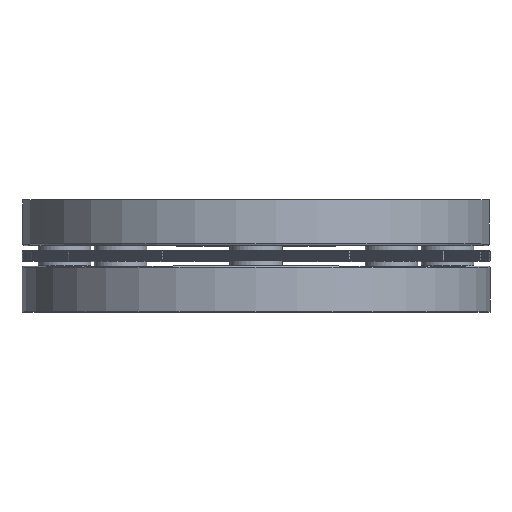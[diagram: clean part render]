
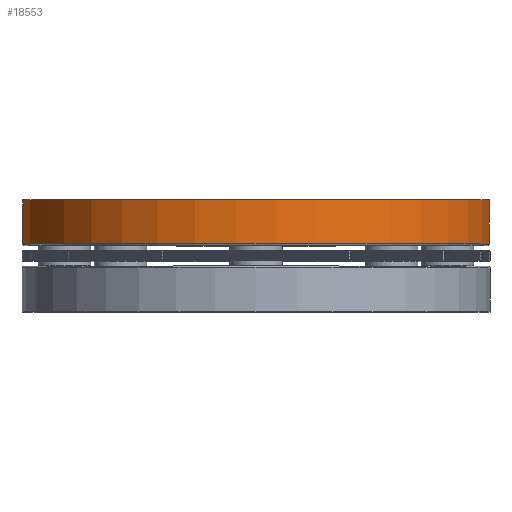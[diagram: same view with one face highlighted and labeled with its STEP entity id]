
A CAD part, top view. The second image highlights one B-rep face of the part: STEP entity #18553.
In plain terms, the highlighted cylindrical face has radius 124 mm (diameter 248 mm), a full revolution.
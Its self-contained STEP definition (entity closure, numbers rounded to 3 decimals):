
#3323=ORIENTED_EDGE('',*,*,#6146,.T.);
#3324=ORIENTED_EDGE('',*,*,#6171,.F.);
#6146=EDGE_CURVE('',#7563,#7563,#8914,.T.);
#6171=EDGE_CURVE('',#7588,#7588,#8939,.T.);
#7563=VERTEX_POINT('',#28147);
#7588=VERTEX_POINT('',#28222);
#8914=CIRCLE('',#20218,124.);
#8939=CIRCLE('',#20268,124.);
#9849=EDGE_LOOP('',(#3323));
#9850=EDGE_LOOP('',(#3324));
#11036=FACE_BOUND('',#9849,.T.);
#11037=FACE_BOUND('',#9850,.T.);
#12048=CYLINDRICAL_SURFACE('',#20267,124.);
#18553=ADVANCED_FACE('',(#11036,#11037),#12048,.T.);
#20218=AXIS2_PLACEMENT_3D('',#28146,#23844,#23845);
#20267=AXIS2_PLACEMENT_3D('',#28220,#23942,#23943);
#20268=AXIS2_PLACEMENT_3D('',#28221,#23944,#23945);
#23844=DIRECTION('',(0.,1.,0.));
#23845=DIRECTION('',(-0.707,0.,-0.707));
#23942=DIRECTION('',(0.,-1.,0.));
#23943=DIRECTION('',(0.707,0.,0.707));
#23944=DIRECTION('',(0.,1.,0.));
#23945=DIRECTION('',(-0.707,0.,0.707));
#28146=CARTESIAN_POINT('',(0.,11.8,0.));
#28147=CARTESIAN_POINT('',(-87.681,11.8,-87.681));
#28220=CARTESIAN_POINT('',(0.,35.2,0.));
#28221=CARTESIAN_POINT('',(0.,35.2,0.));
#28222=CARTESIAN_POINT('',(-87.681,35.2,87.681));
